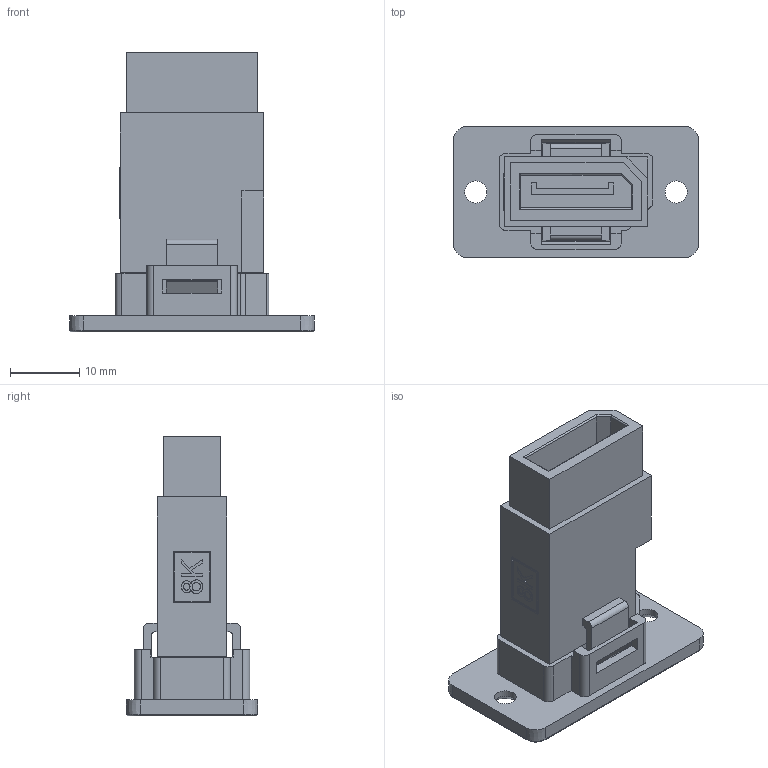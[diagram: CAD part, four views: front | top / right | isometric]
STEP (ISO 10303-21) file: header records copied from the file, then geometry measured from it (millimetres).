
FILE_DESCRIPTION(/* description */ (''),/* implementation_level */ '2;1');
FILE_NAME(/* name */ 'CP30633 DP-DP CSK.stp',/* time_stamp */ '2024-12-05T14:04:46Z',/* author */ ('tottley'),/* organization */ (''),/* preprocessor_version */ 'ST-DEVELOPER v20',/* originating_system */ 'Autodesk Inventor 2025',/* authorisation */ '');
FILE_SCHEMA (('AUTOMOTIVE_DESIGN { 1 0 10303 214 3 1 1 }'));
Length unit declared in the file: millimetre
Products named in the file (1): Part1
Bounding box: 35.5 x 19 x 40.5 mm (x, y, z)
Volume: 8067.5 mm3; surface area: 6320.7 mm2
Topology: 2 solids, 2 shells, 225 faces, 595 edges, 390 vertices
Faces by surface type: plane 159, cylinder 29, bspline 27, cone 6, torus 4
Full cylindrical faces by diameter (mm): 3.2 x2
Entity records: 7388 total; most frequent: CARTESIAN_POINT 1632, ORIENTED_EDGE 1190, DIRECTION 1001, EDGE_CURVE 595, LINE 479, VECTOR 479, VERTEX_POINT 390, AXIS2_PLACEMENT_3D 261
